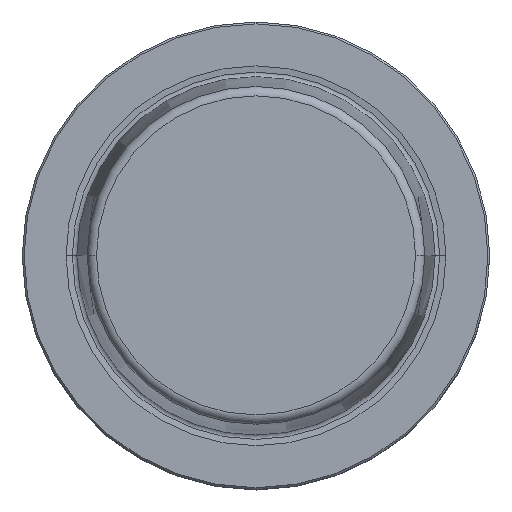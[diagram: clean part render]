
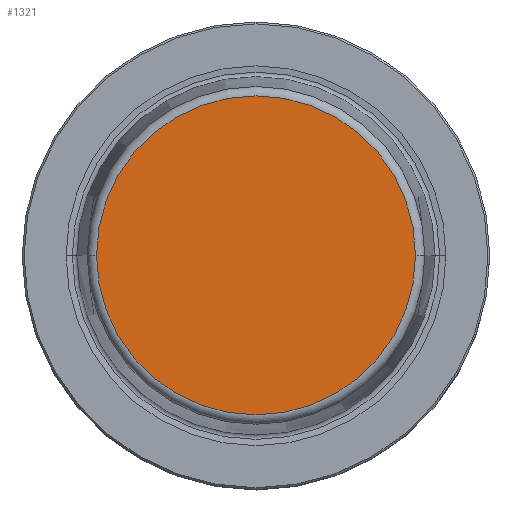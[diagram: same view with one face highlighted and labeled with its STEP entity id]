
A CAD part, top view. The second image highlights one B-rep face of the part: STEP entity #1321.
In plain terms, the highlighted planar face has unit normal (0, 0, 1).
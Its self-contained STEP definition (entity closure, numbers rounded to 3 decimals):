
#328=CARTESIAN_POINT('',(0.,0.,24.9));
#329=DIRECTION('',(0.,0.,1.));
#330=DIRECTION('',(1.,0.,0.));
#331=AXIS2_PLACEMENT_3D('',#328,#329,#330);
#336=CARTESIAN_POINT('',(0.,0.,24.9));
#337=DIRECTION('',(0.,0.,-1.));
#338=DIRECTION('',(1.,0.,0.));
#339=AXIS2_PLACEMENT_3D('',#336,#337,#338);
#922=CARTESIAN_POINT('',(17.056,0.,24.9));
#923=VERTEX_POINT('',#922);
#938=CARTESIAN_POINT('',(-17.056,0.,24.9));
#939=VERTEX_POINT('',#938);
#1312=CARTESIAN_POINT('',(0.,0.,24.9));
#1313=DIRECTION('',(0.,0.,-1.));
#1314=DIRECTION('',(-1.,0.,0.));
#1315=AXIS2_PLACEMENT_3D('',#1312,#1313,#1314);
#1316=PLANE('',#1315);
#1317=ORIENTED_EDGE('',*,*,#1305,.F.);
#1318=ORIENTED_EDGE('',*,*,#1294,.T.);
#1319=EDGE_LOOP('',(#1317,#1318));
#1320=FACE_OUTER_BOUND('',#1319,.F.);
#1321=ADVANCED_FACE('',(#1320),#1316,.F.);
#332=CIRCLE('',#331,17.056);
#340=CIRCLE('',#339,17.056);
#1294=EDGE_CURVE('',#923,#939,#340,.T.);
#1305=EDGE_CURVE('',#923,#939,#332,.T.);
